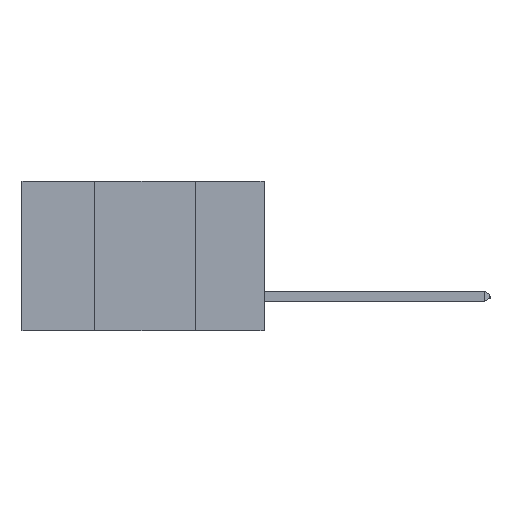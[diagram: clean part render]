
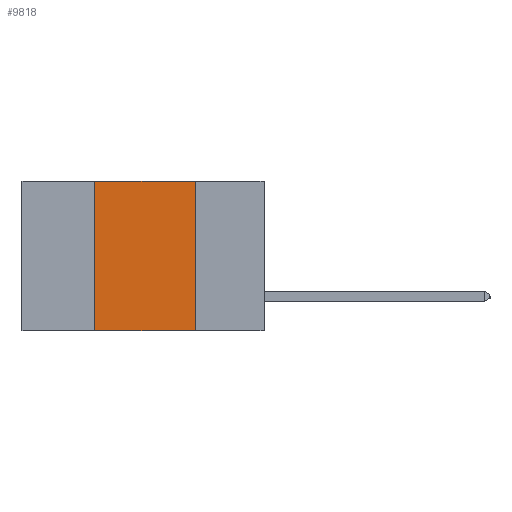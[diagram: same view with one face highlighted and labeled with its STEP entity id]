
A CAD part, left-side view. The second image highlights one B-rep face of the part: STEP entity #9818.
In plain terms, the highlighted planar face has unit normal (-1, 0, 0).
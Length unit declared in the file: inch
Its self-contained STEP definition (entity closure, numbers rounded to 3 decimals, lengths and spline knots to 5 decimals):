
#1309 = ORIENTED_EDGE ( 'NONE', *, *, #23141, .T. ) ;
#1876 = PLANE ( 'NONE',  #12533 ) ;
#3029 = EDGE_CURVE ( 'NONE', #12677, #11015, #7203, .T. ) ;
#4639 = VECTOR ( 'NONE', #14099, 39.37008 ) ;
#4990 = DIRECTION ( 'NONE',  ( 0., 0., -1. ) ) ;
#5710 = VERTEX_POINT ( 'NONE', #10367 ) ;
#5772 = DIRECTION ( 'NONE',  ( 0., 0., -1. ) ) ;
#7203 = LINE ( 'NONE', #11933, #17234 ) ;
#7826 = LINE ( 'NONE', #14355, #17890 ) ;
#8249 = EDGE_LOOP ( 'NONE', ( #18301, #8455, #15604, #1309 ) ) ;
#8455 = ORIENTED_EDGE ( 'NONE', *, *, #10659, .F. ) ;
#9818 = ADVANCED_FACE ( 'NONE', ( #23574 ), #1876, .F. ) ;
#10367 = CARTESIAN_POINT ( 'NONE',  ( 0., 0.17, -0.37 ) ) ;
#10659 = EDGE_CURVE ( 'NONE', #11015, #16642, #14660, .T. ) ;
#10743 = EDGE_CURVE ( 'NONE', #16642, #5710, #7826, .T. ) ;
#11015 = VERTEX_POINT ( 'NONE', #14615 ) ;
#11872 = CARTESIAN_POINT ( 'NONE',  ( 0., 0.42, -0.37 ) ) ;
#11933 = CARTESIAN_POINT ( 'NONE',  ( 0., 0.42, 0. ) ) ;
#11986 = DIRECTION ( 'NONE',  ( 0., 0., 1. ) ) ;
#12215 = CARTESIAN_POINT ( 'NONE',  ( 0., 0.6, 0. ) ) ;
#12533 = AXIS2_PLACEMENT_3D ( 'NONE', #15143, #17049, #5772 ) ;
#12677 = VERTEX_POINT ( 'NONE', #11872 ) ;
#13791 = CARTESIAN_POINT ( 'NONE',  ( 0., 0.6, -0.37 ) ) ;
#14099 = DIRECTION ( 'NONE',  ( 0., -1., 0. ) ) ;
#14355 = CARTESIAN_POINT ( 'NONE',  ( 0., 0.17, 0. ) ) ;
#14615 = CARTESIAN_POINT ( 'NONE',  ( 0., 0.42, 0. ) ) ;
#14660 = LINE ( 'NONE', #12215, #4639 ) ;
#15143 = CARTESIAN_POINT ( 'NONE',  ( 0., 0.6, 0. ) ) ;
#15604 = ORIENTED_EDGE ( 'NONE', *, *, #3029, .F. ) ;
#16642 = VERTEX_POINT ( 'NONE', #23717 ) ;
#16693 = VECTOR ( 'NONE', #19376, 39.37008 ) ;
#17049 = DIRECTION ( 'NONE',  ( 1., 0., 0. ) ) ;
#17234 = VECTOR ( 'NONE', #11986, 39.37008 ) ;
#17289 = LINE ( 'NONE', #13791, #16693 ) ;
#17890 = VECTOR ( 'NONE', #4990, 39.37008 ) ;
#18301 = ORIENTED_EDGE ( 'NONE', *, *, #10743, .F. ) ;
#19376 = DIRECTION ( 'NONE',  ( 0., -1., 0. ) ) ;
#23141 = EDGE_CURVE ( 'NONE', #12677, #5710, #17289, .T. ) ;
#23574 = FACE_OUTER_BOUND ( 'NONE', #8249, .T. ) ;
#23717 = CARTESIAN_POINT ( 'NONE',  ( 0., 0.17, 0. ) ) ;
